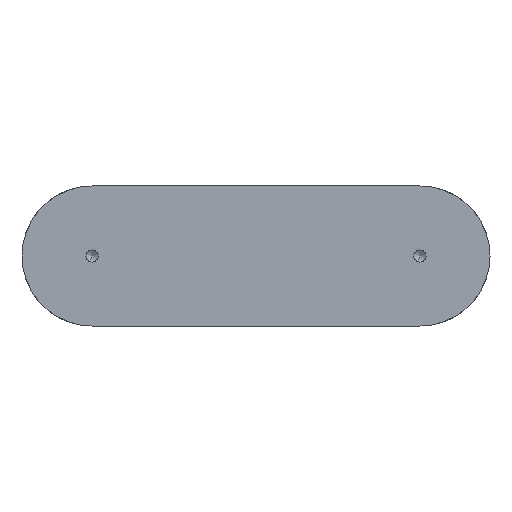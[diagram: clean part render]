
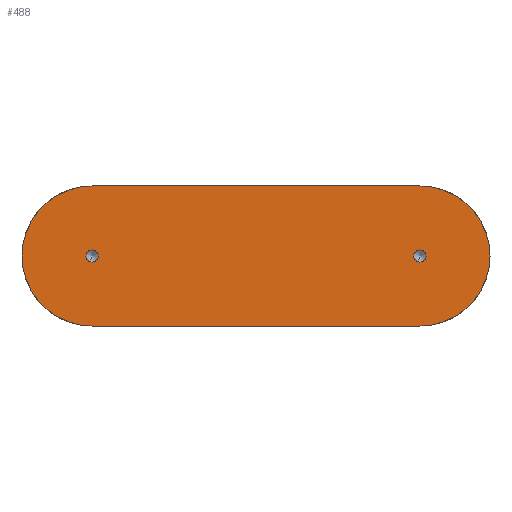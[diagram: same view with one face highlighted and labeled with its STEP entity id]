
A CAD part, front view. The second image highlights one B-rep face of the part: STEP entity #488.
In plain terms, the highlighted planar face has unit normal (0, -1, 0).
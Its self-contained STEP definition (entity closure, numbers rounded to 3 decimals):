
#24 = DIRECTION ( 'NONE',  ( 0., 1., 0. ) ) ;
#26 = DIRECTION ( 'NONE',  ( 0., 0., -1. ) ) ;
#31 = EDGE_CURVE ( 'NONE', #490, #132, #250, .T. ) ;
#34 = CARTESIAN_POINT ( 'NONE',  ( 44.5, 0., 1.65 ) ) ;
#35 = ORIENTED_EDGE ( 'NONE', *, *, #617, .F. ) ;
#41 = ORIENTED_EDGE ( 'NONE', *, *, #528, .F. ) ;
#49 = AXIS2_PLACEMENT_3D ( 'NONE', #70, #372, #567 ) ;
#64 = CARTESIAN_POINT ( 'NONE',  ( -44.5, 0., -1.65 ) ) ;
#70 = CARTESIAN_POINT ( 'NONE',  ( -44.5, 0., 0. ) ) ;
#74 = DIRECTION ( 'NONE',  ( -1., 0., 0. ) ) ;
#77 = VECTOR ( 'NONE', #444, 1000. ) ;
#82 = CIRCLE ( 'NONE', #181, 1.65 ) ;
#118 = DIRECTION ( 'NONE',  ( 0., -1., 0. ) ) ;
#125 = CARTESIAN_POINT ( 'NONE',  ( 44.5, 0., 0. ) ) ;
#126 = PLANE ( 'NONE',  #288 ) ;
#131 = ORIENTED_EDGE ( 'NONE', *, *, #602, .F. ) ;
#132 = VERTEX_POINT ( 'NONE', #150 ) ;
#139 = EDGE_LOOP ( 'NONE', ( #131, #388, #289, #143 ) ) ;
#143 = ORIENTED_EDGE ( 'NONE', *, *, #186, .F. ) ;
#150 = CARTESIAN_POINT ( 'NONE',  ( -44.5, 0., 19. ) ) ;
#163 = DIRECTION ( 'NONE',  ( 0., -1., 0. ) ) ;
#181 = AXIS2_PLACEMENT_3D ( 'NONE', #367, #465, #562 ) ;
#186 = EDGE_CURVE ( 'NONE', #233, #283, #514, .T. ) ;
#191 = EDGE_CURVE ( 'NONE', #516, #484, #258, .T. ) ;
#204 = CIRCLE ( 'NONE', #558, 19. ) ;
#213 = CARTESIAN_POINT ( 'NONE',  ( 44.5, 0., 0. ) ) ;
#230 = DIRECTION ( 'NONE',  ( 0., -1., 0. ) ) ;
#233 = VERTEX_POINT ( 'NONE', #360 ) ;
#250 = LINE ( 'NONE', #497, #77 ) ;
#258 = CIRCLE ( 'NONE', #428, 1.65 ) ;
#262 = DIRECTION ( 'NONE',  ( 0., 1., 0. ) ) ;
#263 = AXIS2_PLACEMENT_3D ( 'NONE', #407, #163, #551 ) ;
#273 = CIRCLE ( 'NONE', #404, 19. ) ;
#281 = ORIENTED_EDGE ( 'NONE', *, *, #451, .F. ) ;
#283 = VERTEX_POINT ( 'NONE', #415 ) ;
#288 = AXIS2_PLACEMENT_3D ( 'NONE', #421, #118, #26 ) ;
#289 = ORIENTED_EDGE ( 'NONE', *, *, #482, .F. ) ;
#329 = VERTEX_POINT ( 'NONE', #64 ) ;
#360 = CARTESIAN_POINT ( 'NONE',  ( 44.5, 0., -19. ) ) ;
#361 = FACE_BOUND ( 'NONE', #375, .T. ) ;
#364 = CARTESIAN_POINT ( 'NONE',  ( 90., 0., -19. ) ) ;
#367 = CARTESIAN_POINT ( 'NONE',  ( 44.5, 0., 0. ) ) ;
#372 = DIRECTION ( 'NONE',  ( 0., -1., 0. ) ) ;
#374 = CIRCLE ( 'NONE', #49, 1.65 ) ;
#375 = EDGE_LOOP ( 'NONE', ( #35, #281 ) ) ;
#387 = VERTEX_POINT ( 'NONE', #591 ) ;
#388 = ORIENTED_EDGE ( 'NONE', *, *, #31, .T. ) ;
#404 = AXIS2_PLACEMENT_3D ( 'NONE', #418, #262, #522 ) ;
#407 = CARTESIAN_POINT ( 'NONE',  ( -44.5, 0., 0. ) ) ;
#415 = CARTESIAN_POINT ( 'NONE',  ( -44.5, 0., -19. ) ) ;
#418 = CARTESIAN_POINT ( 'NONE',  ( -44.5, 0., 0. ) ) ;
#421 = CARTESIAN_POINT ( 'NONE',  ( 90., 0., 19. ) ) ;
#428 = AXIS2_PLACEMENT_3D ( 'NONE', #125, #230, #510 ) ;
#444 = DIRECTION ( 'NONE',  ( -1., 0., 0. ) ) ;
#451 = EDGE_CURVE ( 'NONE', #387, #329, #374, .T. ) ;
#461 = CARTESIAN_POINT ( 'NONE',  ( 44.5, 0., -1.65 ) ) ;
#465 = DIRECTION ( 'NONE',  ( 0., -1., 0. ) ) ;
#470 = FACE_BOUND ( 'NONE', #610, .T. ) ;
#482 = EDGE_CURVE ( 'NONE', #283, #132, #273, .T. ) ;
#484 = VERTEX_POINT ( 'NONE', #461 ) ;
#488 = ADVANCED_FACE ( 'NONE', ( #470, #361, #560 ), #126, .T. ) ;
#489 = VECTOR ( 'NONE', #74, 1000. ) ;
#490 = VERTEX_POINT ( 'NONE', #556 ) ;
#497 = CARTESIAN_POINT ( 'NONE',  ( 90., 0., 19. ) ) ;
#510 = DIRECTION ( 'NONE',  ( 0., 0., -1. ) ) ;
#514 = LINE ( 'NONE', #364, #489 ) ;
#516 = VERTEX_POINT ( 'NONE', #34 ) ;
#522 = DIRECTION ( 'NONE',  ( 0., 0., 1. ) ) ;
#528 = EDGE_CURVE ( 'NONE', #484, #516, #82, .T. ) ;
#551 = DIRECTION ( 'NONE',  ( 0., 0., -1. ) ) ;
#556 = CARTESIAN_POINT ( 'NONE',  ( 44.5, 0., 19. ) ) ;
#558 = AXIS2_PLACEMENT_3D ( 'NONE', #213, #24, #597 ) ;
#560 = FACE_OUTER_BOUND ( 'NONE', #139, .T. ) ;
#562 = DIRECTION ( 'NONE',  ( 0., 0., -1. ) ) ;
#567 = DIRECTION ( 'NONE',  ( 0., 0., -1. ) ) ;
#586 = ORIENTED_EDGE ( 'NONE', *, *, #191, .F. ) ;
#591 = CARTESIAN_POINT ( 'NONE',  ( -44.5, 0., 1.65 ) ) ;
#597 = DIRECTION ( 'NONE',  ( 0., 0., 1. ) ) ;
#602 = EDGE_CURVE ( 'NONE', #490, #233, #204, .T. ) ;
#610 = EDGE_LOOP ( 'NONE', ( #41, #586 ) ) ;
#617 = EDGE_CURVE ( 'NONE', #329, #387, #621, .T. ) ;
#621 = CIRCLE ( 'NONE', #263, 1.65 ) ;
